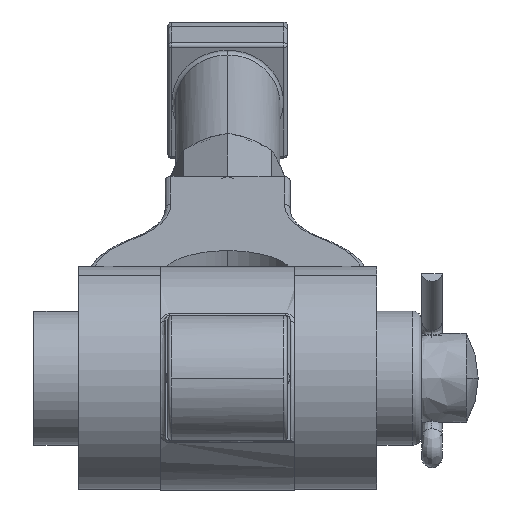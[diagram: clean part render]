
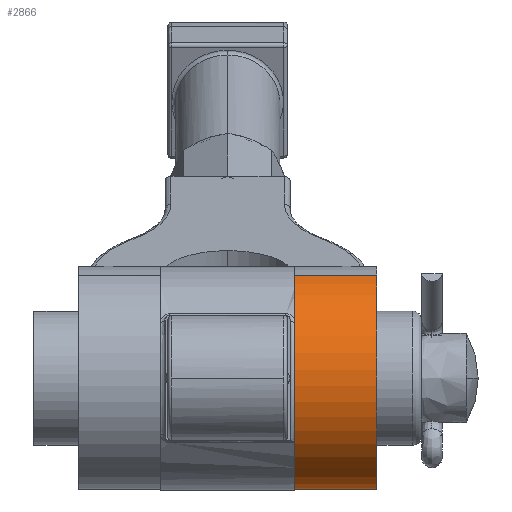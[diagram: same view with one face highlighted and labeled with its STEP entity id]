
A CAD part, left-side view. The second image highlights one B-rep face of the part: STEP entity #2866.
In plain terms, the highlighted free-form (B-spline) face has degree [2, 1] with [5, 2] control points.
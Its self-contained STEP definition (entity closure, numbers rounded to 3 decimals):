
#2866 = ADVANCED_FACE('',(#2867),#2903,.T.);
#2867 = FACE_BOUND('',#2868,.T.);
#2868 = EDGE_LOOP('',(#2869,#2881,#2888,#2898));
#2869 = ORIENTED_EDGE('',*,*,#2870,.T.);
#2870 = EDGE_CURVE('',#2871,#2873,#2875,.T.);
#2871 = VERTEX_POINT('',#2872);
#2872 = CARTESIAN_POINT('',(-19.074,-29.635,
    45.561));
#2873 = VERTEX_POINT('',#2874);
#2874 = CARTESIAN_POINT('',(19.074,-29.635,
    -45.561));
#2875 = ( BOUNDED_CURVE() B_SPLINE_CURVE(2,(#2876,#2877,#2878,#2879,
#2880),.UNSPECIFIED.,.F.,.F.) B_SPLINE_CURVE_WITH_KNOTS((3,2,3),(0.,
1.571,3.142),.PIECEWISE_BEZIER_KNOTS.) CURVE() 
GEOMETRIC_REPRESENTATION_ITEM() RATIONAL_B_SPLINE_CURVE((1.,
0.707,1.,0.707,1.)) REPRESENTATION_ITEM('') );
#2876 = CARTESIAN_POINT('',(-19.074,-29.635,
    45.561));
#2877 = CARTESIAN_POINT('',(-64.635,-29.635,
    26.487));
#2878 = CARTESIAN_POINT('',(-45.561,-29.635,
    -19.074));
#2879 = CARTESIAN_POINT('',(-26.487,-29.635,
    -64.635));
#2880 = CARTESIAN_POINT('',(19.074,-29.635,
    -45.561));
#2881 = ORIENTED_EDGE('',*,*,#2882,.T.);
#2882 = EDGE_CURVE('',#2873,#2883,#2885,.T.);
#2883 = VERTEX_POINT('',#2884);
#2884 = CARTESIAN_POINT('',(19.074,-65.856,
    -45.561));
#2885 = B_SPLINE_CURVE_WITH_KNOTS('',1,(#2886,#2887),.UNSPECIFIED.,.F.,
  .F.,(2,2),(-38.984,-11.484),.PIECEWISE_BEZIER_KNOTS.);
#2886 = CARTESIAN_POINT('',(19.074,-29.635,
    -45.561));
#2887 = CARTESIAN_POINT('',(19.074,-65.856,
    -45.561));
#2888 = ORIENTED_EDGE('',*,*,#2889,.F.);
#2889 = EDGE_CURVE('',#2890,#2883,#2892,.T.);
#2890 = VERTEX_POINT('',#2891);
#2891 = CARTESIAN_POINT('',(-19.074,-65.856,
    45.561));
#2892 = ( BOUNDED_CURVE() B_SPLINE_CURVE(2,(#2893,#2894,#2895,#2896,
#2897),.UNSPECIFIED.,.F.,.F.) B_SPLINE_CURVE_WITH_KNOTS((3,2,3),(0.,
1.571,3.142),.PIECEWISE_BEZIER_KNOTS.) CURVE() 
GEOMETRIC_REPRESENTATION_ITEM() RATIONAL_B_SPLINE_CURVE((1.,
0.707,1.,0.707,1.)) REPRESENTATION_ITEM('') );
#2893 = CARTESIAN_POINT('',(-19.074,-65.856,
    45.561));
#2894 = CARTESIAN_POINT('',(-64.635,-65.856,
    26.487));
#2895 = CARTESIAN_POINT('',(-45.561,-65.856,
    -19.074));
#2896 = CARTESIAN_POINT('',(-26.487,-65.856,
    -64.635));
#2897 = CARTESIAN_POINT('',(19.074,-65.856,
    -45.561));
#2898 = ORIENTED_EDGE('',*,*,#2899,.F.);
#2899 = EDGE_CURVE('',#2871,#2890,#2900,.T.);
#2900 = B_SPLINE_CURVE_WITH_KNOTS('',1,(#2901,#2902),.UNSPECIFIED.,.F.,
  .F.,(2,2),(-38.984,-11.484),.PIECEWISE_BEZIER_KNOTS.);
#2901 = CARTESIAN_POINT('',(-19.074,-29.635,
    45.561));
#2902 = CARTESIAN_POINT('',(-19.074,-65.856,
    45.561));
#2903 = ( BOUNDED_SURFACE() B_SPLINE_SURFACE(2,1,(
    (#2904,#2905)
    ,(#2906,#2907)
    ,(#2908,#2909)
    ,(#2910,#2911)
    ,(#2912,#2913
)),.UNSPECIFIED.,.F.,.F.,.F.) B_SPLINE_SURFACE_WITH_KNOTS((3,2,3),(2,2),
  (0.,1.571,3.142),(-38.984,-11.484),
.PIECEWISE_BEZIER_KNOTS.) GEOMETRIC_REPRESENTATION_ITEM() 
RATIONAL_B_SPLINE_SURFACE((
    (1.,1.)
    ,(0.707,0.707)
    ,(1.,1.)
    ,(0.707,0.707)
,(1.,1.))) REPRESENTATION_ITEM('') SURFACE() );
#2904 = CARTESIAN_POINT('',(-19.074,-29.635,
    45.561));
#2905 = CARTESIAN_POINT('',(-19.074,-65.856,
    45.561));
#2906 = CARTESIAN_POINT('',(-64.635,-29.635,
    26.487));
#2907 = CARTESIAN_POINT('',(-64.635,-65.856,
    26.487));
#2908 = CARTESIAN_POINT('',(-45.561,-29.635,
    -19.074));
#2909 = CARTESIAN_POINT('',(-45.561,-65.856,
    -19.074));
#2910 = CARTESIAN_POINT('',(-26.487,-29.635,
    -64.635));
#2911 = CARTESIAN_POINT('',(-26.487,-65.856,
    -64.635));
#2912 = CARTESIAN_POINT('',(19.074,-29.635,
    -45.561));
#2913 = CARTESIAN_POINT('',(19.074,-65.856,
    -45.561));
